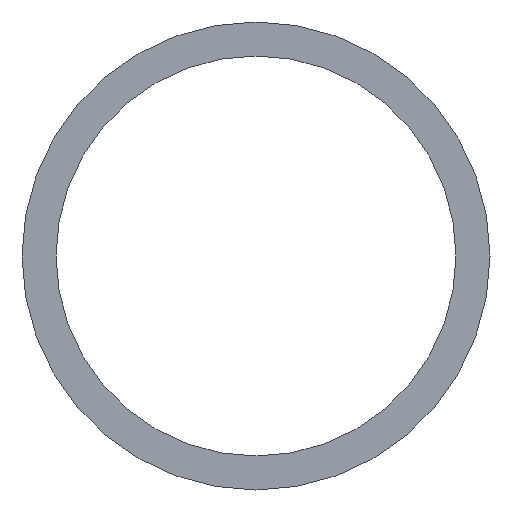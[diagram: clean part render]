
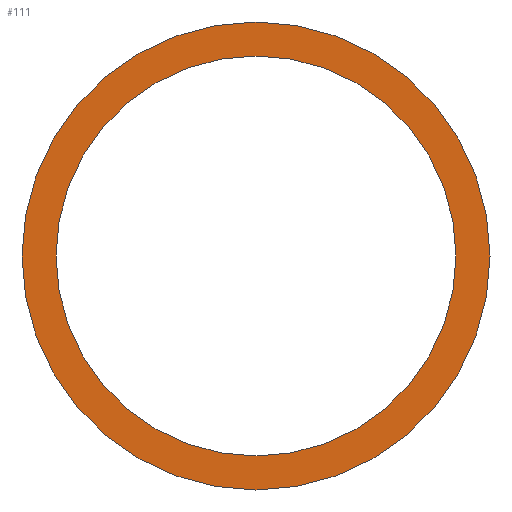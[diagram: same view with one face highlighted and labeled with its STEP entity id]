
A CAD part, left-side view. The second image highlights one B-rep face of the part: STEP entity #111.
In plain terms, the highlighted planar face has unit normal (-1, 0, 0).
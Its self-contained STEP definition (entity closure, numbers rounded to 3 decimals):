
#1 = CARTESIAN_POINT ( 'NONE',  ( 0., 0., 10. ) ) ;
#3 = ORIENTED_EDGE ( 'NONE', *, *, #51, .T. ) ;
#4 = AXIS2_PLACEMENT_3D ( 'NONE', #46, #61, #62 ) ;
#10 = VERTEX_POINT ( 'NONE', #1 ) ;
#12 = VERTEX_POINT ( 'NONE', #75 ) ;
#16 = EDGE_CURVE ( 'NONE', #10, #10, #44, .T. ) ;
#19 = DIRECTION ( 'NONE',  ( 0., 0., 1. ) ) ;
#30 = EDGE_LOOP ( 'NONE', ( #3 ) ) ;
#32 = EDGE_LOOP ( 'NONE', ( #131 ) ) ;
#34 = DIRECTION ( 'NONE',  ( 0., 0., 1. ) ) ;
#37 = CIRCLE ( 'NONE', #55, 11.7 ) ;
#44 = CIRCLE ( 'NONE', #99, 10. ) ;
#45 = CARTESIAN_POINT ( 'NONE',  ( 0., 0., 0. ) ) ;
#46 = CARTESIAN_POINT ( 'NONE',  ( 0., 10., 0. ) ) ;
#51 = EDGE_CURVE ( 'NONE', #12, #12, #37, .T. ) ;
#55 = AXIS2_PLACEMENT_3D ( 'NONE', #45, #114, #19 ) ;
#61 = DIRECTION ( 'NONE',  ( 1., 0., 0. ) ) ;
#62 = DIRECTION ( 'NONE',  ( 0., 0., -1. ) ) ;
#74 = PLANE ( 'NONE',  #4 ) ;
#75 = CARTESIAN_POINT ( 'NONE',  ( 0., 0., 11.7 ) ) ;
#90 = CARTESIAN_POINT ( 'NONE',  ( 0., 0., 0. ) ) ;
#92 = FACE_BOUND ( 'NONE', #32, .T. ) ;
#99 = AXIS2_PLACEMENT_3D ( 'NONE', #90, #132, #34 ) ;
#101 = FACE_OUTER_BOUND ( 'NONE', #30, .T. ) ;
#111 = ADVANCED_FACE ( 'NONE', ( #92, #101 ), #74, .F. ) ;
#114 = DIRECTION ( 'NONE',  ( -1., 0., 0. ) ) ;
#131 = ORIENTED_EDGE ( 'NONE', *, *, #16, .F. ) ;
#132 = DIRECTION ( 'NONE',  ( -1., 0., 0. ) ) ;
